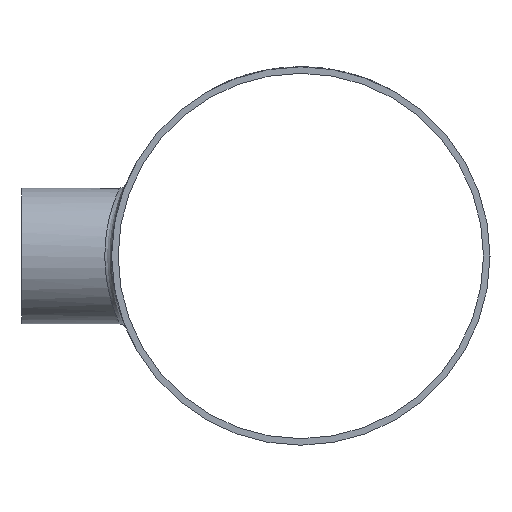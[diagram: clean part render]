
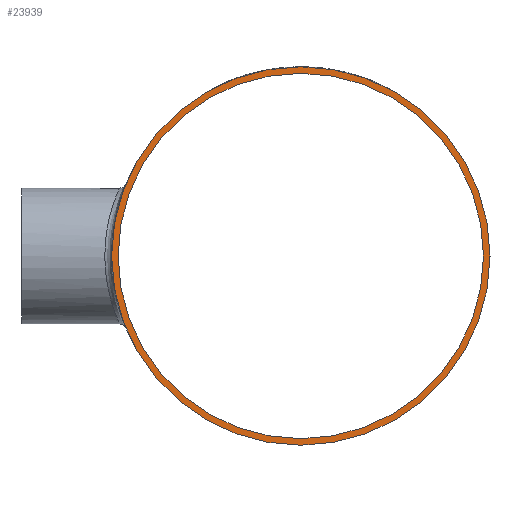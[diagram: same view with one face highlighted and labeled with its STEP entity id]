
A CAD part, left-side view. The second image highlights one B-rep face of the part: STEP entity #23939.
In plain terms, the highlighted planar face has unit normal (-1, 0, 0).
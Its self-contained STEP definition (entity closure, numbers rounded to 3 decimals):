
#1402 = CIRCLE ( 'NONE', #19443, 81.25 ) ;
#2088 = CARTESIAN_POINT ( 'NONE',  ( -143., 0., 84.15 ) ) ;
#2170 = EDGE_CURVE ( 'NONE', #13317, #13317, #26259, .T. ) ;
#2262 = VERTEX_POINT ( 'NONE', #8454 ) ;
#2651 = FACE_OUTER_BOUND ( 'NONE', #14530, .T. ) ;
#2735 = CARTESIAN_POINT ( 'NONE',  ( -143., 0., 0. ) ) ;
#3457 = PLANE ( 'NONE',  #6892 ) ;
#3532 = EDGE_LOOP ( 'NONE', ( #17450 ) ) ;
#3782 = CARTESIAN_POINT ( 'NONE',  ( -143., 0., 0. ) ) ;
#6892 = AXIS2_PLACEMENT_3D ( 'NONE', #20194, #9877, #7701 ) ;
#7701 = DIRECTION ( 'NONE',  ( 0., 0., 1. ) ) ;
#8163 = FACE_BOUND ( 'NONE', #3532, .T. ) ;
#8454 = CARTESIAN_POINT ( 'NONE',  ( -143., 0., 81.25 ) ) ;
#8991 = DIRECTION ( 'NONE',  ( -1., 0., 0. ) ) ;
#9877 = DIRECTION ( 'NONE',  ( -1., 0., 0. ) ) ;
#13317 = VERTEX_POINT ( 'NONE', #2088 ) ;
#14405 = EDGE_CURVE ( 'NONE', #2262, #2262, #1402, .T. ) ;
#14530 = EDGE_LOOP ( 'NONE', ( #20400 ) ) ;
#15184 = DIRECTION ( 'NONE',  ( 0., 0., 1. ) ) ;
#16022 = DIRECTION ( 'NONE',  ( 0., 0., 1. ) ) ;
#17450 = ORIENTED_EDGE ( 'NONE', *, *, #14405, .F. ) ;
#19443 = AXIS2_PLACEMENT_3D ( 'NONE', #2735, #8991, #15184 ) ;
#20194 = CARTESIAN_POINT ( 'NONE',  ( -143., 0., 0. ) ) ;
#20400 = ORIENTED_EDGE ( 'NONE', *, *, #2170, .T. ) ;
#23939 = ADVANCED_FACE ( 'NONE', ( #8163, #2651 ), #3457, .T. ) ;
#24335 = DIRECTION ( 'NONE',  ( -1., 0., 0. ) ) ;
#25953 = AXIS2_PLACEMENT_3D ( 'NONE', #3782, #24335, #16022 ) ;
#26259 = CIRCLE ( 'NONE', #25953, 84.15 ) ;
